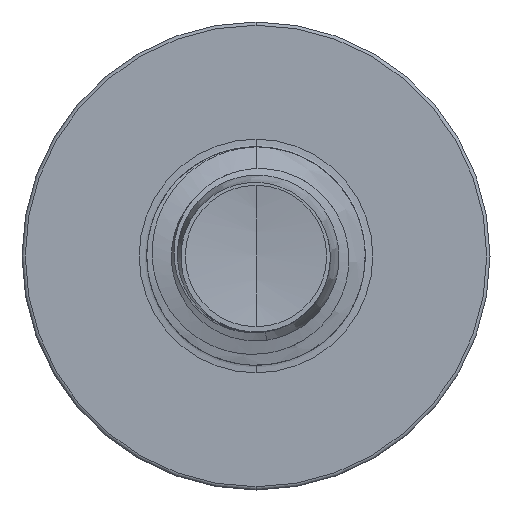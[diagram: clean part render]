
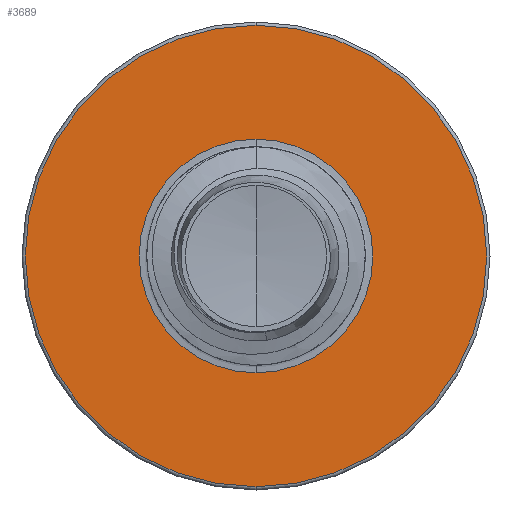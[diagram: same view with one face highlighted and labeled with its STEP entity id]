
A CAD part, front view. The second image highlights one B-rep face of the part: STEP entity #3689.
In plain terms, the highlighted planar face has unit normal (0, -1, 0).
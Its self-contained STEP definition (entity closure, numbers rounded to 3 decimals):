
#529 = CARTESIAN_POINT ( 'NONE',  ( 0., 11., -1.872 ) ) ;
#1566 = FACE_OUTER_BOUND ( 'NONE', #22940, .T. ) ;
#2483 = DIRECTION ( 'NONE',  ( 0., 1., 0. ) ) ;
#2694 = CARTESIAN_POINT ( 'NONE',  ( 0., 11., 0. ) ) ;
#2710 = DIRECTION ( 'NONE',  ( 0., 0., 1. ) ) ;
#2716 = DIRECTION ( 'NONE',  ( 0., 1., 0. ) ) ;
#2962 = PLANE ( 'NONE',  #8299 ) ;
#3144 = CARTESIAN_POINT ( 'NONE',  ( 0., 11., -1.872 ) ) ;
#3689 = ADVANCED_FACE ( 'NONE', ( #1566, #18299 ), #2962, .F. ) ;
#4996 = DIRECTION ( 'NONE',  ( 0., 0., 1. ) ) ;
#5405 = CIRCLE ( 'NONE', #12757, 3.698 ) ;
#5660 = AXIS2_PLACEMENT_3D ( 'NONE', #23322, #12801, #24906 ) ;
#7842 = CIRCLE ( 'NONE', #5660, 1.872 ) ;
#8007 = CARTESIAN_POINT ( 'NONE',  ( 0., 11., 3.698 ) ) ;
#8299 = AXIS2_PLACEMENT_3D ( 'NONE', #3144, #2716, #2710 ) ;
#8530 = DIRECTION ( 'NONE',  ( 0., 1., 0. ) ) ;
#8931 = ORIENTED_EDGE ( 'NONE', *, *, #17362, .T. ) ;
#12757 = AXIS2_PLACEMENT_3D ( 'NONE', #14961, #2483, #16708 ) ;
#12801 = DIRECTION ( 'NONE',  ( 0., 1., 0. ) ) ;
#12957 = VERTEX_POINT ( 'NONE', #24842 ) ;
#12976 = EDGE_CURVE ( 'NONE', #12957, #17527, #7842, .T. ) ;
#13620 = VERTEX_POINT ( 'NONE', #8007 ) ;
#13623 = ORIENTED_EDGE ( 'NONE', *, *, #12976, .T. ) ;
#14961 = CARTESIAN_POINT ( 'NONE',  ( 0., 11., 0. ) ) ;
#15199 = CIRCLE ( 'NONE', #16739, 3.698 ) ;
#16436 = AXIS2_PLACEMENT_3D ( 'NONE', #2694, #16851, #4996 ) ;
#16708 = DIRECTION ( 'NONE',  ( 0., 0., 1. ) ) ;
#16739 = AXIS2_PLACEMENT_3D ( 'NONE', #19732, #8530, #21454 ) ;
#16851 = DIRECTION ( 'NONE',  ( 0., 1., 0. ) ) ;
#17189 = EDGE_CURVE ( 'NONE', #13620, #17785, #5405, .T. ) ;
#17362 = EDGE_CURVE ( 'NONE', #17527, #12957, #20108, .T. ) ;
#17527 = VERTEX_POINT ( 'NONE', #529 ) ;
#17773 = ORIENTED_EDGE ( 'NONE', *, *, #18543, .F. ) ;
#17785 = VERTEX_POINT ( 'NONE', #18812 ) ;
#18299 = FACE_BOUND ( 'NONE', #19956, .T. ) ;
#18543 = EDGE_CURVE ( 'NONE', #17785, #13620, #15199, .T. ) ;
#18812 = CARTESIAN_POINT ( 'NONE',  ( 0., 11., -3.697 ) ) ;
#19732 = CARTESIAN_POINT ( 'NONE',  ( 0., 11., 0. ) ) ;
#19956 = EDGE_LOOP ( 'NONE', ( #13623, #8931 ) ) ;
#20108 = CIRCLE ( 'NONE', #16436, 1.872 ) ;
#21454 = DIRECTION ( 'NONE',  ( 0., 0., 1. ) ) ;
#21854 = ORIENTED_EDGE ( 'NONE', *, *, #17189, .F. ) ;
#22940 = EDGE_LOOP ( 'NONE', ( #21854, #17773 ) ) ;
#23322 = CARTESIAN_POINT ( 'NONE',  ( 0., 11., 0. ) ) ;
#24842 = CARTESIAN_POINT ( 'NONE',  ( 0., 11., 1.872 ) ) ;
#24906 = DIRECTION ( 'NONE',  ( 0., 0., 1. ) ) ;
